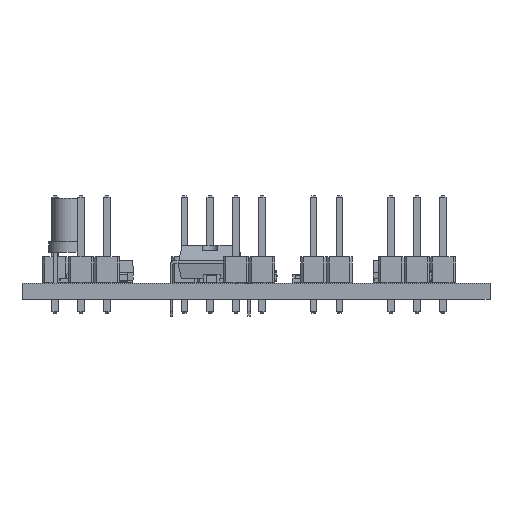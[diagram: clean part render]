
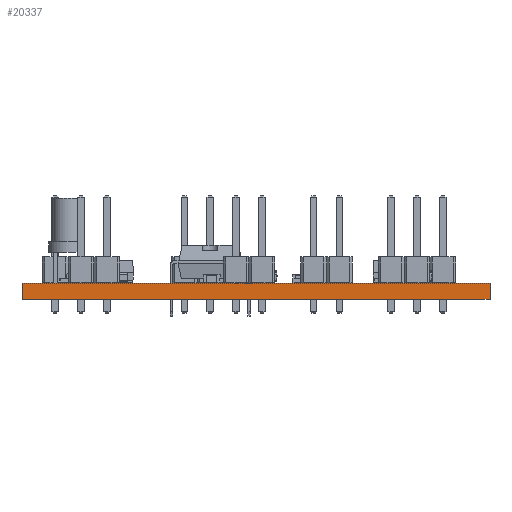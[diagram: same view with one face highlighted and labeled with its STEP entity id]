
A CAD part, left-side view. The second image highlights one B-rep face of the part: STEP entity #20337.
In plain terms, the highlighted planar face has unit normal (-1, 0, 0).
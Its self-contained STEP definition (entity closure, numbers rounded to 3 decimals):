
#19188 = VERTEX_POINT('',#19189);
#19189 = CARTESIAN_POINT('',(-32.5,23.,0.));
#19195 = EDGE_CURVE('',#19196,#19188,#19198,.T.);
#19196 = VERTEX_POINT('',#19197);
#19197 = CARTESIAN_POINT('',(-32.5,-23.,0.));
#19198 = LINE('',#19199,#19200);
#19199 = CARTESIAN_POINT('',(-32.5,-23.,0.));
#19200 = VECTOR('',#19201,1.);
#19201 = DIRECTION('',(0.,1.,0.));
#19749 = VERTEX_POINT('',#19750);
#19750 = CARTESIAN_POINT('',(-32.5,23.,1.6));
#19756 = EDGE_CURVE('',#19757,#19749,#19759,.T.);
#19757 = VERTEX_POINT('',#19758);
#19758 = CARTESIAN_POINT('',(-32.5,-23.,1.6));
#19759 = LINE('',#19760,#19761);
#19760 = CARTESIAN_POINT('',(-32.5,-23.,1.6));
#19761 = VECTOR('',#19762,1.);
#19762 = DIRECTION('',(0.,1.,0.));
#20307 = EDGE_CURVE('',#19188,#19749,#20308,.T.);
#20308 = LINE('',#20309,#20310);
#20309 = CARTESIAN_POINT('',(-32.5,23.,0.));
#20310 = VECTOR('',#20311,1.);
#20311 = DIRECTION('',(0.,0.,1.));
#20326 = EDGE_CURVE('',#19196,#19757,#20327,.T.);
#20327 = LINE('',#20328,#20329);
#20328 = CARTESIAN_POINT('',(-32.5,-23.,0.));
#20329 = VECTOR('',#20330,1.);
#20330 = DIRECTION('',(0.,0.,1.));
#20337 = ADVANCED_FACE('',(#20338),#20344,.T.);
#20338 = FACE_BOUND('',#20339,.T.);
#20339 = EDGE_LOOP('',(#20340,#20341,#20342,#20343));
#20340 = ORIENTED_EDGE('',*,*,#20326,.T.);
#20341 = ORIENTED_EDGE('',*,*,#19756,.T.);
#20342 = ORIENTED_EDGE('',*,*,#20307,.F.);
#20343 = ORIENTED_EDGE('',*,*,#19195,.F.);
#20344 = PLANE('',#20345);
#20345 = AXIS2_PLACEMENT_3D('',#20346,#20347,#20348);
#20346 = CARTESIAN_POINT('',(-32.5,-23.,0.));
#20347 = DIRECTION('',(-1.,0.,0.));
#20348 = DIRECTION('',(0.,1.,0.));
